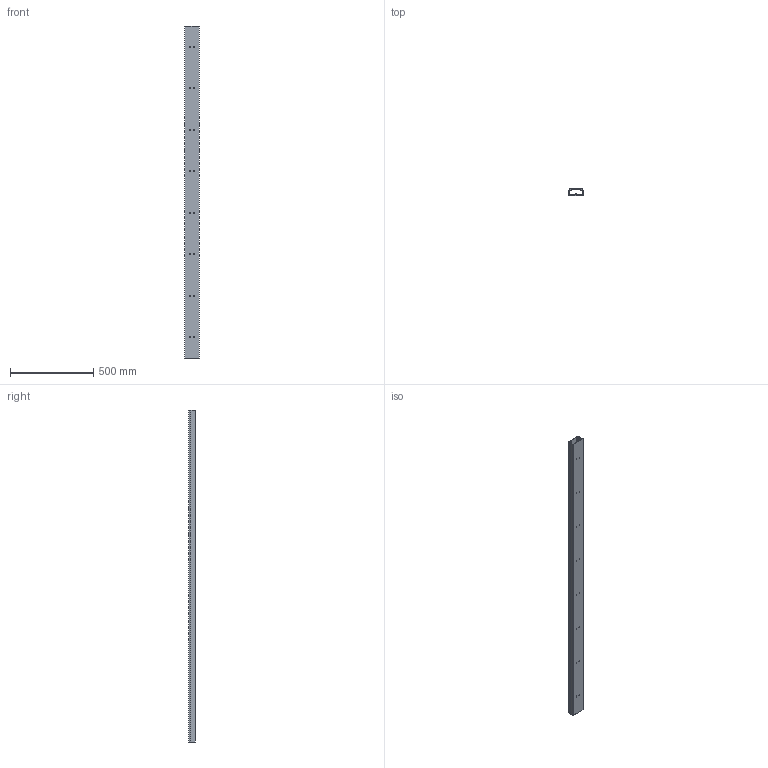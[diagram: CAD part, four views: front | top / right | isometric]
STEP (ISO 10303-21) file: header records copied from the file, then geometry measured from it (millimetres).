
FILE_DESCRIPTION (( 'STEP AP214' ), '1' );
FILE_NAME ('80õ40.STEP', '2016-07-13T07:08:19', ( '' ), ( '' ), 'SwSTEP 2.0', 'SolidWorks 2014', '' );
FILE_SCHEMA (( 'AUTOMOTIVE_DESIGN' ));
Length unit declared in the file: millimetre
Products named in the file (1): 80õ40
Bounding box: 85.09 x 40.4 x 2000 mm (x, y, z)
Surface area: 1037127.4 mm2 (no closed solid volume)
Topology: 0 solids, 2 shells, 102 faces, 366 edges, 248 vertices
Faces by surface type: plane 60, cylinder 42
Entity records: 5092 total; most frequent: CARTESIAN_POINT 717, DIRECTION 664, ORIENTED_EDGE 640, EDGE_CURVE 366, VECTOR 274, LINE 274, VERTEX_POINT 248, AXIS2_PLACEMENT_3D 195
